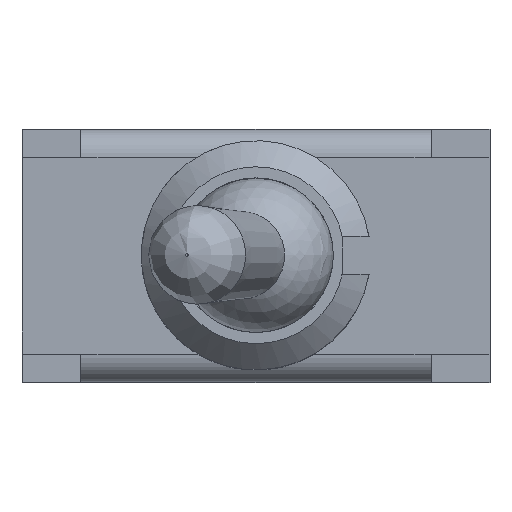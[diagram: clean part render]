
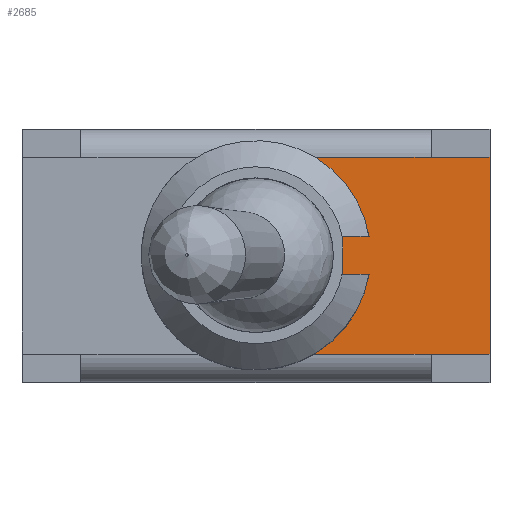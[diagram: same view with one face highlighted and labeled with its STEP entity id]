
A CAD part, top view. The second image highlights one B-rep face of the part: STEP entity #2685.
In plain terms, the highlighted planar face has unit normal (0, 0, 1).
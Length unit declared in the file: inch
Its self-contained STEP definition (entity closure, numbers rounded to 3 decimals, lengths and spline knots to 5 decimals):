
#2298=CARTESIAN_POINT('',(0.06279,-0.10512,0.35));
#2299=VERTEX_POINT('',#2298);
#2323=CARTESIAN_POINT('',(0.06279,0.10512,0.35));
#2324=VERTEX_POINT('',#2323);
#2481=CARTESIAN_POINT('',(0.09283,-0.02008,0.35));
#2482=VERTEX_POINT('',#2481);
#2489=CARTESIAN_POINT('',(0.09283,0.02008,0.35));
#2490=VERTEX_POINT('',#2489);
#2491=CARTESIAN_POINT('',(0.09283,0.02008,0.35));
#2492=DIRECTION('',(0.0,-1.0,0.0));
#2493=VECTOR('',#2492,0.04016);
#2494=LINE('',#2491,#2493);
#2495=EDGE_CURVE('',#2490,#2482,#2494,.T.);
#2513=CARTESIAN_POINT('',(0.12078,0.02008,0.35));
#2514=VERTEX_POINT('',#2513);
#2515=CARTESIAN_POINT('',(0.12078,0.02008,0.35));
#2516=DIRECTION('',(-1.0,0.0,0.0));
#2517=VECTOR('',#2516,0.02795);
#2518=LINE('',#2515,#2517);
#2519=EDGE_CURVE('',#2514,#2490,#2518,.T.);
#2536=CARTESIAN_POINT('',(0.12078,-0.02008,0.35));
#2537=VERTEX_POINT('',#2536);
#2544=CARTESIAN_POINT('',(0.09283,-0.02008,0.35));
#2545=DIRECTION('',(1.0,0.0,0.0));
#2546=VECTOR('',#2545,0.02795);
#2547=LINE('',#2544,#2546);
#2548=EDGE_CURVE('',#2482,#2537,#2547,.T.);
#2561=CARTESIAN_POINT('',(0.,0.0,0.35));
#2562=DIRECTION('',(0.0,0.0,-1.0));
#2563=DIRECTION('',(0.986,0.164,0.0));
#2564=AXIS2_PLACEMENT_3D('',#2561,#2562,#2563);
#2565=CIRCLE('',#2564,0.12244);
#2566=EDGE_CURVE('',#2324,#2514,#2565,.T.);
#2577=CARTESIAN_POINT('',(0.,0.0,0.35));
#2578=DIRECTION('',(0.0,0.0,-1.0));
#2579=DIRECTION('',(0.986,0.164,0.0));
#2580=AXIS2_PLACEMENT_3D('',#2577,#2578,#2579);
#2581=CIRCLE('',#2580,0.12244);
#2582=EDGE_CURVE('',#2537,#2299,#2581,.T.);
#2635=CARTESIAN_POINT('',(0.05342,0.11563,0.35));
#2636=DIRECTION('',(0.0,0.0,1.0));
#2637=DIRECTION('',(1.0,0.0,0.0));
#2638=AXIS2_PLACEMENT_3D('',#2635,#2636,#2637);
#2639=PLANE('',#2638);
#2640=ORIENTED_EDGE('',*,*,#2566,.T.);
#2641=ORIENTED_EDGE('',*,*,#2519,.T.);
#2642=ORIENTED_EDGE('',*,*,#2495,.T.);
#2643=ORIENTED_EDGE('',*,*,#2548,.T.);
#2644=ORIENTED_EDGE('',*,*,#2582,.T.);
#2645=CARTESIAN_POINT('',(0.18701,-0.10512,0.35));
#2646=VERTEX_POINT('',#2645);
#2647=CARTESIAN_POINT('',(0.06279,-0.10512,0.35));
#2648=DIRECTION('',(1.0,0.0,0.0));
#2649=VECTOR('',#2648,0.12422);
#2650=LINE('',#2647,#2649);
#2651=EDGE_CURVE('',#2299,#2646,#2650,.T.);
#2652=ORIENTED_EDGE('',*,*,#2651,.T.);
#2653=CARTESIAN_POINT('',(0.25,-0.10512,0.35));
#2654=VERTEX_POINT('',#2653);
#2655=CARTESIAN_POINT('',(0.18701,-0.10512,0.35));
#2656=DIRECTION('',(1.0,0.0,0.0));
#2657=VECTOR('',#2656,0.06299);
#2658=LINE('',#2655,#2657);
#2659=EDGE_CURVE('',#2646,#2654,#2658,.T.);
#2660=ORIENTED_EDGE('',*,*,#2659,.T.);
#2661=CARTESIAN_POINT('',(0.25,0.10512,0.35));
#2662=VERTEX_POINT('',#2661);
#2663=CARTESIAN_POINT('',(0.25,-0.10512,0.35));
#2664=DIRECTION('',(0.0,1.0,0.0));
#2665=VECTOR('',#2664,0.21024);
#2666=LINE('',#2663,#2665);
#2667=EDGE_CURVE('',#2654,#2662,#2666,.T.);
#2668=ORIENTED_EDGE('',*,*,#2667,.T.);
#2669=CARTESIAN_POINT('',(0.18701,0.10512,0.35));
#2670=VERTEX_POINT('',#2669);
#2671=CARTESIAN_POINT('',(0.18701,0.10512,0.35));
#2672=DIRECTION('',(1.0,0.0,0.0));
#2673=VECTOR('',#2672,0.06299);
#2674=LINE('',#2671,#2673);
#2675=EDGE_CURVE('',#2670,#2662,#2674,.T.);
#2676=ORIENTED_EDGE('',*,*,#2675,.F.);
#2677=CARTESIAN_POINT('',(0.06279,0.10512,0.35));
#2678=DIRECTION('',(1.0,0.0,0.0));
#2679=VECTOR('',#2678,0.12422);
#2680=LINE('',#2677,#2679);
#2681=EDGE_CURVE('',#2324,#2670,#2680,.T.);
#2682=ORIENTED_EDGE('',*,*,#2681,.F.);
#2683=EDGE_LOOP('',(#2640,#2641,#2642,#2643,#2644,#2652,#2660,#2668,#2676,#2682));
#2684=FACE_OUTER_BOUND('',#2683,.T.);
#2685=ADVANCED_FACE('',(#2684),#2639,.T.);
